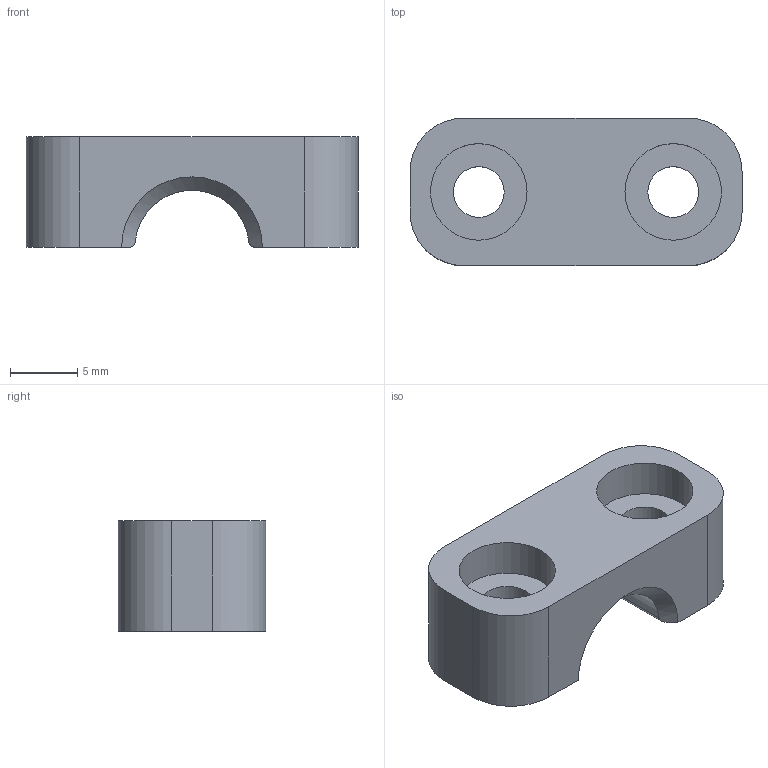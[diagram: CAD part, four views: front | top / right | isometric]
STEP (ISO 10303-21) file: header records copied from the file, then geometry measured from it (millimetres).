
FILE_DESCRIPTION(/* description */ ('Cycl_fijadorVarillaLisah'),/* implementation_level */ '2;1');
FILE_NAME(/* name */ 'G004172_Cycl_fijadorVarillaLisa.stp',/* time_stamp */ '2015-09-04T18:39:09+02:00',/* author */ ('jnazabal'),/* organization */ (''),/* preprocessor_version */ 'ST-DEVELOPER v15.6',/* originating_system */ 'Autodesk Inventor 2015',/* authorisation */ '');
FILE_SCHEMA (('AUTOMOTIVE_DESIGN { 1 0 10303 214 3 1 1 }'));
Length unit declared in the file: millimetre
Products named in the file (1): G004172_Cycl_fijadorVarillaLisah
Bounding box: 24.75 x 11 x 8.25 mm (x, y, z)
Volume: 1455.7 mm3; surface area: 1237.9 mm2
Topology: 1 solids, 1 shells, 22 faces, 56 edges, 38 vertices
Faces by surface type: cylinder 11, plane 9, cone 2
Full cylindrical faces by diameter (mm): 3.78 x2, 7.2 x2
Entity records: 698 total; most frequent: CARTESIAN_POINT 145, DIRECTION 112, ORIENTED_EDGE 100, EDGE_CURVE 50, AXIS2_PLACEMENT_3D 43, VERTEX_POINT 36, EDGE_LOOP 32, LINE 26
